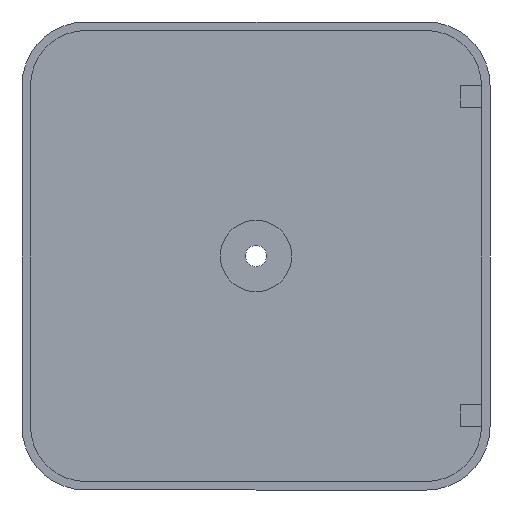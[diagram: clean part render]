
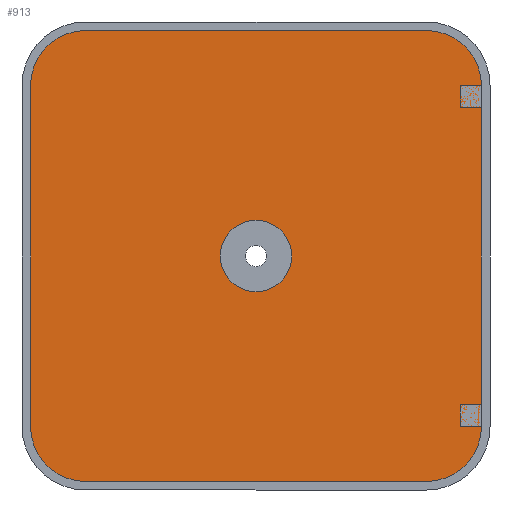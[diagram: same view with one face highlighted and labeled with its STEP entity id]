
A CAD part, front view. The second image highlights one B-rep face of the part: STEP entity #913.
In plain terms, the highlighted planar face has unit normal (0, -1, 0).
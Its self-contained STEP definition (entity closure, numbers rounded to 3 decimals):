
#18=FACE_BOUND('',#171,.T.);
#25=CIRCLE('',#973,16.763);
#29=CIRCLE('',#982,26.);
#31=CIRCLE('',#986,26.);
#33=CIRCLE('',#990,26.);
#35=CIRCLE('',#994,26.);
#115=FACE_OUTER_BOUND('',#170,.T.);
#170=EDGE_LOOP('',(#734,#735,#736,#737,#738,#739,#740,#741));
#171=EDGE_LOOP('',(#742));
#240=LINE('',#1417,#334);
#245=LINE('',#1431,#339);
#249=LINE('',#1443,#343);
#253=LINE('',#1455,#347);
#334=VECTOR('',#1145,10.);
#339=VECTOR('',#1158,10.);
#343=VECTOR('',#1170,10.);
#347=VECTOR('',#1182,10.);
#413=VERTEX_POINT('',#1401);
#417=VERTEX_POINT('',#1415);
#418=VERTEX_POINT('',#1416);
#421=VERTEX_POINT('',#1424);
#423=VERTEX_POINT('',#1430);
#425=VERTEX_POINT('',#1436);
#427=VERTEX_POINT('',#1442);
#429=VERTEX_POINT('',#1448);
#431=VERTEX_POINT('',#1454);
#512=EDGE_CURVE('',#413,#413,#25,.T.);
#518=EDGE_CURVE('',#417,#418,#240,.T.);
#522=EDGE_CURVE('',#421,#418,#29,.T.);
#525=EDGE_CURVE('',#421,#423,#245,.T.);
#528=EDGE_CURVE('',#425,#423,#31,.T.);
#531=EDGE_CURVE('',#425,#427,#249,.T.);
#534=EDGE_CURVE('',#429,#427,#33,.T.);
#537=EDGE_CURVE('',#429,#431,#253,.T.);
#540=EDGE_CURVE('',#417,#431,#35,.T.);
#734=ORIENTED_EDGE('',*,*,#540,.F.);
#735=ORIENTED_EDGE('',*,*,#518,.T.);
#736=ORIENTED_EDGE('',*,*,#522,.F.);
#737=ORIENTED_EDGE('',*,*,#525,.T.);
#738=ORIENTED_EDGE('',*,*,#528,.F.);
#739=ORIENTED_EDGE('',*,*,#531,.T.);
#740=ORIENTED_EDGE('',*,*,#534,.F.);
#741=ORIENTED_EDGE('',*,*,#537,.T.);
#742=ORIENTED_EDGE('',*,*,#512,.T.);
#870=PLANE('',#997);
#913=ADVANCED_FACE('',(#115,#18),#870,.F.);
#973=AXIS2_PLACEMENT_3D('',#1402,#1127,#1128);
#982=AXIS2_PLACEMENT_3D('',#1425,#1151,#1152);
#986=AXIS2_PLACEMENT_3D('',#1437,#1163,#1164);
#990=AXIS2_PLACEMENT_3D('',#1449,#1175,#1176);
#994=AXIS2_PLACEMENT_3D('',#1460,#1187,#1188);
#997=AXIS2_PLACEMENT_3D('',#1463,#1193,#1194);
#1127=DIRECTION('center_axis',(0.,1.,0.));
#1128=DIRECTION('ref_axis',(0.,0.,-1.));
#1145=DIRECTION('',(0.,0.,-1.));
#1151=DIRECTION('center_axis',(0.,1.,0.));
#1152=DIRECTION('ref_axis',(0.,0.,-1.));
#1158=DIRECTION('',(1.,0.,0.));
#1163=DIRECTION('center_axis',(0.,1.,0.));
#1164=DIRECTION('ref_axis',(1.,0.,0.));
#1170=DIRECTION('',(0.,0.,1.));
#1175=DIRECTION('center_axis',(0.,1.,0.));
#1176=DIRECTION('ref_axis',(0.,0.,1.));
#1182=DIRECTION('',(-1.,0.,0.));
#1187=DIRECTION('center_axis',(0.,1.,0.));
#1188=DIRECTION('ref_axis',(-1.,0.,0.));
#1193=DIRECTION('center_axis',(0.,1.,0.));
#1194=DIRECTION('ref_axis',(1.,0.,0.));
#1401=CARTESIAN_POINT('',(110.,0.,126.763));
#1402=CARTESIAN_POINT('Origin',(110.,0.,110.));
#1415=CARTESIAN_POINT('',(4.,0.,190.));
#1416=CARTESIAN_POINT('',(4.,0.,30.));
#1417=CARTESIAN_POINT('',(4.,0.,190.));
#1424=CARTESIAN_POINT('',(30.,0.,4.));
#1425=CARTESIAN_POINT('Origin',(30.,0.,30.));
#1430=CARTESIAN_POINT('',(190.,0.,4.));
#1431=CARTESIAN_POINT('',(30.,0.,4.));
#1436=CARTESIAN_POINT('',(216.,0.,30.));
#1437=CARTESIAN_POINT('Origin',(190.,0.,30.));
#1442=CARTESIAN_POINT('',(216.,0.,190.));
#1443=CARTESIAN_POINT('',(216.,0.,30.));
#1448=CARTESIAN_POINT('',(190.,0.,216.));
#1449=CARTESIAN_POINT('Origin',(190.,0.,190.));
#1454=CARTESIAN_POINT('',(30.,0.,216.));
#1455=CARTESIAN_POINT('',(190.,0.,216.));
#1460=CARTESIAN_POINT('Origin',(30.,0.,190.));
#1463=CARTESIAN_POINT('Origin',(110.,0.,110.));
